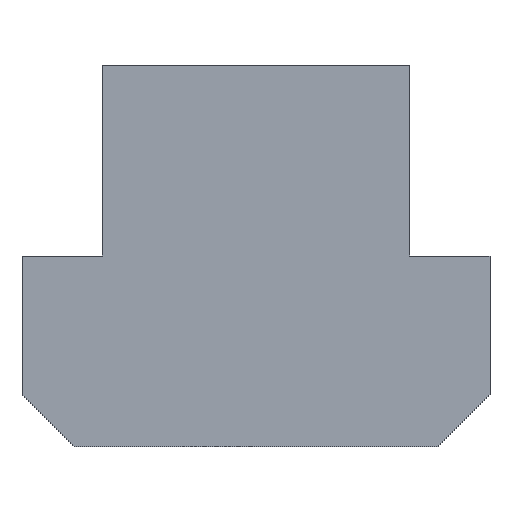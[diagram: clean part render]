
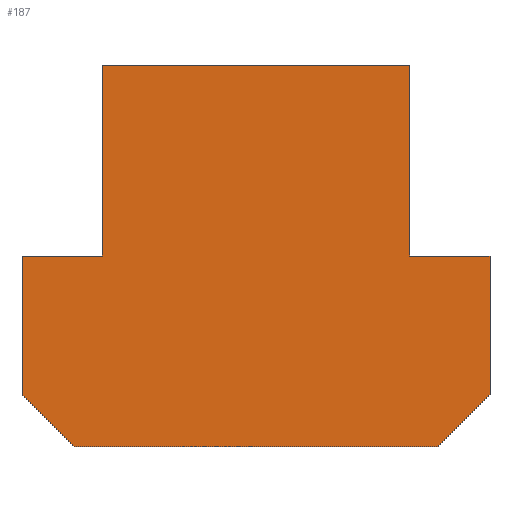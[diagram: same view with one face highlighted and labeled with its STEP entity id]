
A CAD part, front view. The second image highlights one B-rep face of the part: STEP entity #187.
In plain terms, the highlighted planar face has unit normal (0, -1, 0).
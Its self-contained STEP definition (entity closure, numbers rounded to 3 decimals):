
#121=EDGE_CURVE('',#143,#161,#321,.T.);
#125=VERTEX_POINT('',#326);
#127=EDGE_CURVE('',#211,#125,#328,.T.);
#131=EDGE_CURVE('',#141,#143,#332,.T.);
#139=EDGE_CURVE('',#231,#141,#340,.T.);
#141=VERTEX_POINT('',#342);
#143=VERTEX_POINT('',#344);
#149=EDGE_CURVE('',#161,#201,#350,.T.);
#161=VERTEX_POINT('',#363);
#165=EDGE_CURVE('',#125,#249,#367,.T.);
#167=EDGE_CURVE('',#179,#243,#369,.T.);
#171=EDGE_CURVE('',#249,#179,#373,.T.);
#177=EDGE_CURVE('',#201,#211,#379,.T.);
#179=VERTEX_POINT('',#381);
#187=ADVANCED_FACE('',(#390),#391,.T.);
#201=VERTEX_POINT('',#405);
#211=VERTEX_POINT('',#417);
#215=EDGE_CURVE('',#243,#231,#421,.T.);
#231=VERTEX_POINT('',#441);
#243=VERTEX_POINT('',#454);
#249=VERTEX_POINT('',#460);
#321=LINE('',#532,#533);
#326=CARTESIAN_POINT('',(-27.0,-27.0,-16.0));
#328=LINE('',#541,#542);
#332=LINE('',#549,#550);
#340=LINE('',#562,#563);
#342=CARTESIAN_POINT('',(17.75,-27.0,0.0));
#344=CARTESIAN_POINT('',(27.0,-27.0,0.0));
#350=LINE('',#577,#578);
#363=CARTESIAN_POINT('',(27.0,-27.0,-16.0));
#367=LINE('',#602,#603);
#369=LINE('',#606,#607);
#373=LINE('',#612,#613);
#379=LINE('',#624,#625);
#381=CARTESIAN_POINT('',(-17.75,-27.0,0.0));
#390=FACE_OUTER_BOUND('',#639,.T.);
#391=PLANE('',#640);
#405=CARTESIAN_POINT('',(21.0,-27.0,-22.0));
#417=CARTESIAN_POINT('',(-21.0,-27.0,-22.0));
#421=LINE('',#682,#683);
#441=CARTESIAN_POINT('',(17.75,-27.0,22.0));
#454=CARTESIAN_POINT('',(-17.75,-27.0,22.0));
#460=CARTESIAN_POINT('',(-27.0,-27.0,0.0));
#532=CARTESIAN_POINT('',(27.0,-27.0,-16.0));
#533=VECTOR('',#813,1.0);
#541=CARTESIAN_POINT('',(-27.0,-27.0,-16.0));
#542=VECTOR('',#822,1.0);
#549=CARTESIAN_POINT('',(27.0,-27.0,0.0));
#550=VECTOR('',#824,1.0);
#562=CARTESIAN_POINT('',(17.75,-27.0,0.0));
#563=VECTOR('',#828,1.0);
#577=CARTESIAN_POINT('',(21.0,-27.0,-22.0));
#578=VECTOR('',#833,1.0);
#602=CARTESIAN_POINT('',(-27.0,-27.0,0.0));
#603=VECTOR('',#845,1.0);
#606=CARTESIAN_POINT('',(-17.75,-27.0,22.0));
#607=VECTOR('',#846,1.0);
#612=CARTESIAN_POINT('',(-17.75,-27.0,0.0));
#613=VECTOR('',#847,1.0);
#624=CARTESIAN_POINT('',(-21.0,-27.0,-22.0));
#625=VECTOR('',#850,1.0);
#639=EDGE_LOOP('',(#864,#865,#866,#867,#868,#869,#870,#871,#872,#873));
#640=AXIS2_PLACEMENT_3D('',#874,#875,#876);
#682=CARTESIAN_POINT('',(17.75,-27.0,22.0));
#683=VECTOR('',#901,1.0);
#813=DIRECTION('',(0.0,0.,-1.0));
#822=DIRECTION('',(-0.707,0.,0.707));
#824=DIRECTION('',(1.0,0.0,0.0));
#828=DIRECTION('',(0.0,0.,-1.0));
#833=DIRECTION('',(-0.707,0.,-0.707));
#845=DIRECTION('',(0.0,0.,1.0));
#846=DIRECTION('',(0.0,0.,1.0));
#847=DIRECTION('',(1.0,0.0,0.0));
#850=DIRECTION('',(-1.0,0.0,0.0));
#864=ORIENTED_EDGE('',*,*,#149,.F.);
#865=ORIENTED_EDGE('',*,*,#121,.F.);
#866=ORIENTED_EDGE('',*,*,#131,.F.);
#867=ORIENTED_EDGE('',*,*,#139,.F.);
#868=ORIENTED_EDGE('',*,*,#215,.F.);
#869=ORIENTED_EDGE('',*,*,#167,.F.);
#870=ORIENTED_EDGE('',*,*,#171,.F.);
#871=ORIENTED_EDGE('',*,*,#165,.F.);
#872=ORIENTED_EDGE('',*,*,#127,.F.);
#873=ORIENTED_EDGE('',*,*,#177,.F.);
#874=CARTESIAN_POINT('',(0.,-27.0,-1.256));
#875=DIRECTION('',(0.0,-1.0,0.));
#876=DIRECTION('',(1.0,0.0,0.0));
#901=DIRECTION('',(1.0,0.0,0.0));
